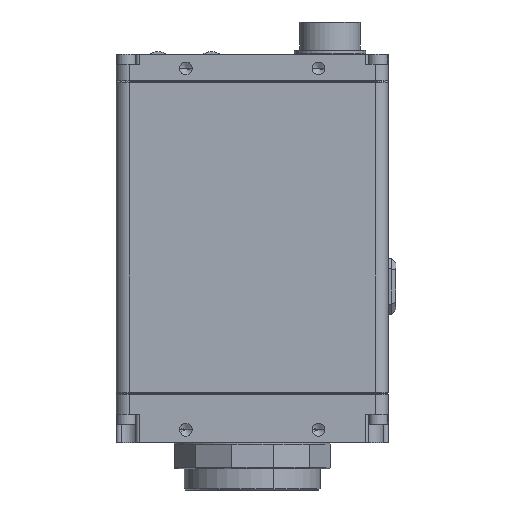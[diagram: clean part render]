
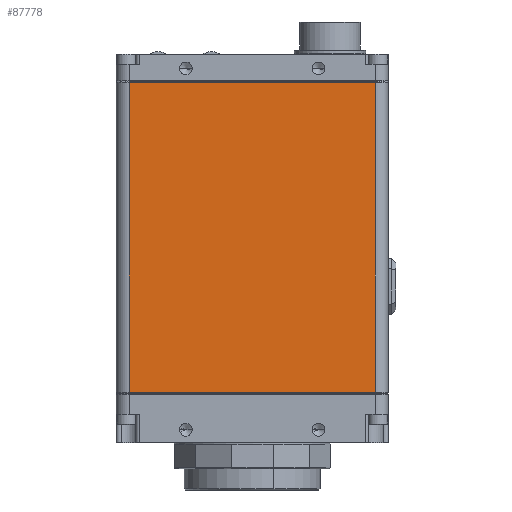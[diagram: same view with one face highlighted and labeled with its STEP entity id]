
A CAD part, front view. The second image highlights one B-rep face of the part: STEP entity #87778.
In plain terms, the highlighted face is planar.
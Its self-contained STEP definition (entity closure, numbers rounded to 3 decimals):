
#41046 = EDGE_CURVE ( 'NONE', #92783, #173824, #79515, .T. ) ;
#44417 = VECTOR ( 'NONE', #124617, 1000. ) ;
#46649 = ORIENTED_EDGE ( 'NONE', *, *, #137809, .F. ) ;
#46993 = LINE ( 'NONE', #122105, #81934 ) ;
#50073 = VECTOR ( 'NONE', #75137, 1000. ) ;
#55165 = FACE_OUTER_BOUND ( 'NONE', #186573, .T. ) ;
#66621 = LINE ( 'NONE', #120834, #101452 ) ;
#75137 = DIRECTION ( 'NONE',  ( 1., 0., 0. ) ) ;
#75208 = AXIS2_PLACEMENT_3D ( 'NONE', #92992, #92804, #92762 ) ;
#75614 = CARTESIAN_POINT ( 'NONE',  ( -26.67, 16.51, 0.254 ) ) ;
#77678 = VERTEX_POINT ( 'NONE', #97623 ) ;
#79211 = EDGE_CURVE ( 'NONE', #140921, #92783, #66621, .T. ) ;
#79515 = LINE ( 'NONE', #136492, #44417 ) ;
#81934 = VECTOR ( 'NONE', #121920, 1000. ) ;
#87778 = ADVANCED_FACE ( 'NONE', ( #55165 ), #95247, .F. ) ;
#88832 = ORIENTED_EDGE ( 'NONE', *, *, #157988, .F. ) ;
#92762 = DIRECTION ( 'NONE',  ( 1., 0., 0. ) ) ;
#92783 = VERTEX_POINT ( 'NONE', #102754 ) ;
#92804 = DIRECTION ( 'NONE',  ( 0., -1., 0. ) ) ;
#92992 = CARTESIAN_POINT ( 'NONE',  ( -26.67, 16.51, 61.214 ) ) ;
#95247 = PLANE ( 'NONE',  #75208 ) ;
#97623 = CARTESIAN_POINT ( 'NONE',  ( 24.13, 16.51, 0.254 ) ) ;
#101452 = VECTOR ( 'NONE', #129139, 1000. ) ;
#102754 = CARTESIAN_POINT ( 'NONE',  ( -24.13, 16.51, 60.96 ) ) ;
#120834 = CARTESIAN_POINT ( 'NONE',  ( -26.67, 16.51, 60.96 ) ) ;
#121920 = DIRECTION ( 'NONE',  ( 0., 0., 1. ) ) ;
#122105 = CARTESIAN_POINT ( 'NONE',  ( 24.13, 16.51, 61.214 ) ) ;
#124617 = DIRECTION ( 'NONE',  ( 0., 0., -1. ) ) ;
#129139 = DIRECTION ( 'NONE',  ( -1., 0., 0. ) ) ;
#136492 = CARTESIAN_POINT ( 'NONE',  ( -24.13, 16.51, 61.214 ) ) ;
#137809 = EDGE_CURVE ( 'NONE', #77678, #140921, #46993, .T. ) ;
#140921 = VERTEX_POINT ( 'NONE', #173052 ) ;
#140972 = ORIENTED_EDGE ( 'NONE', *, *, #41046, .F. ) ;
#156343 = CARTESIAN_POINT ( 'NONE',  ( -24.13, 16.51, 0.254 ) ) ;
#157988 = EDGE_CURVE ( 'NONE', #173824, #77678, #167404, .T. ) ;
#167404 = LINE ( 'NONE', #75614, #50073 ) ;
#171863 = ORIENTED_EDGE ( 'NONE', *, *, #79211, .F. ) ;
#173052 = CARTESIAN_POINT ( 'NONE',  ( 24.13, 16.51, 60.96 ) ) ;
#173824 = VERTEX_POINT ( 'NONE', #156343 ) ;
#186573 = EDGE_LOOP ( 'NONE', ( #88832, #140972, #171863, #46649 ) ) ;
